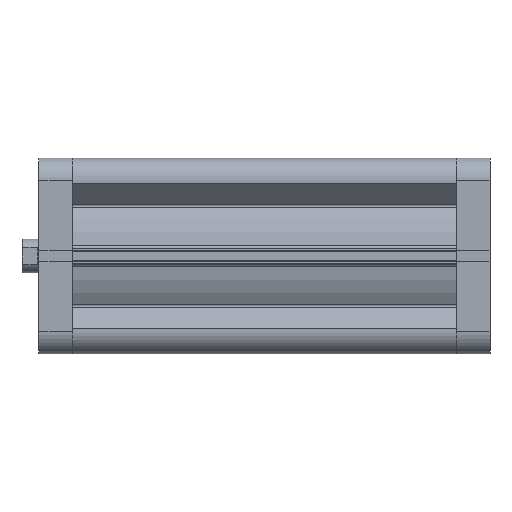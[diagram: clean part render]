
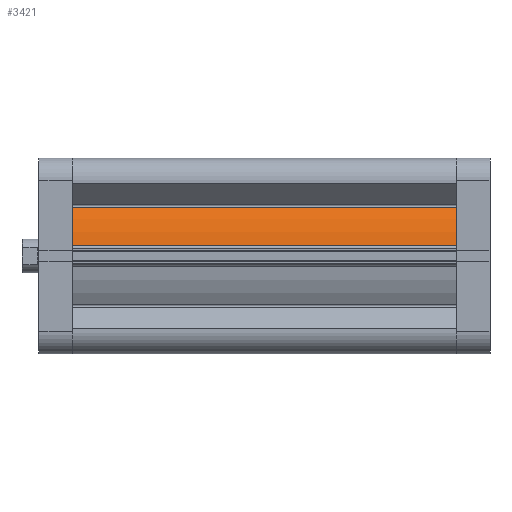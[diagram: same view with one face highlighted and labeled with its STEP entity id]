
A CAD part, front view. The second image highlights one B-rep face of the part: STEP entity #3421.
In plain terms, the highlighted cylindrical face has radius 53.5 mm (diameter 107 mm), a partial arc.
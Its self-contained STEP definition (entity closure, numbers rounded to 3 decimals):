
#770 = ORIENTED_EDGE ( 'NONE', *, *, #4552, .T. ) ;
#771 = ORIENTED_EDGE ( 'NONE', *, *, #4532, .T. ) ;
#772 = ORIENTED_EDGE ( 'NONE', *, *, #4492, .F. ) ;
#773 = ORIENTED_EDGE ( 'NONE', *, *, #4451, .T. ) ;
#1172 = EDGE_LOOP ( 'NONE', ( #770, #771, #772, #773 ) ) ;
#2444 = DIRECTION ( 'NONE',  ( -1., 0., 0. ) ) ;
#2445 = DIRECTION ( 'NONE',  ( 0., 0., -1. ) ) ;
#2446 = CARTESIAN_POINT ( 'NONE',  ( 0., 0., 227.5 ) ) ;
#3421 = ADVANCED_FACE ( 'NONE', ( #7498 ), #7501, .T. ) ;
#4451 = EDGE_CURVE ( 'NONE', #6928, #6924, #10983, .T. ) ;
#4492 = EDGE_CURVE ( 'NONE', #6928, #6923, #11061, .T. ) ;
#4532 = EDGE_CURVE ( 'NONE', #6925, #6923, #11130, .T. ) ;
#4552 = EDGE_CURVE ( 'NONE', #6924, #6925, #11167, .T. ) ;
#4674 = AXIS2_PLACEMENT_3D ( 'NONE', #2446, #2445, #2444 ) ;
#5763 = CARTESIAN_POINT ( 'NONE',  ( 6.135, -53.147, 227.5 ) ) ;
#5764 = DIRECTION ( 'NONE',  ( 0., 0., -1. ) ) ;
#5847 = CARTESIAN_POINT ( 'NONE',  ( 0., 0., 227.5 ) ) ;
#5854 = DIRECTION ( 'NONE',  ( 0., 0., 1. ) ) ;
#5855 = DIRECTION ( 'NONE',  ( 1., 0., 0. ) ) ;
#5949 = CARTESIAN_POINT ( 'NONE',  ( 28.996, -44.961, 227.5 ) ) ;
#5950 = DIRECTION ( 'NONE',  ( 0., 0., 1. ) ) ;
#5984 = CARTESIAN_POINT ( 'NONE',  ( 0., 0., 0. ) ) ;
#5995 = DIRECTION ( 'NONE',  ( 0., 0., 1. ) ) ;
#5996 = DIRECTION ( 'NONE',  ( 1., 0., 0. ) ) ;
#6194 = CARTESIAN_POINT ( 'NONE',  ( 28.996, -44.961, 227.5 ) ) ;
#6200 = CARTESIAN_POINT ( 'NONE',  ( 6.135, -53.147, 0. ) ) ;
#6201 = CARTESIAN_POINT ( 'NONE',  ( 28.996, -44.961, 0. ) ) ;
#6203 = CARTESIAN_POINT ( 'NONE',  ( 6.135, -53.147, 227.5 ) ) ;
#6923 = VERTEX_POINT ( 'NONE', #6194 ) ;
#6924 = VERTEX_POINT ( 'NONE', #6200 ) ;
#6925 = VERTEX_POINT ( 'NONE', #6201 ) ;
#6928 = VERTEX_POINT ( 'NONE', #6203 ) ;
#7498 = FACE_OUTER_BOUND ( 'NONE', #1172, .T. ) ;
#7501 = CYLINDRICAL_SURFACE ( 'NONE', #4674, 53.5 ) ;
#8892 = AXIS2_PLACEMENT_3D ( 'NONE', #5847, #5854, #5855 ) ;
#8904 = AXIS2_PLACEMENT_3D ( 'NONE', #5984, #5995, #5996 ) ;
#10983 = LINE ( 'NONE', #5763, #10984 ) ;
#10984 = VECTOR ( 'NONE', #5764, 1000. ) ;
#11061 = CIRCLE ( 'NONE', #8892, 53.5 ) ;
#11130 = LINE ( 'NONE', #5949, #11131 ) ;
#11131 = VECTOR ( 'NONE', #5950, 1000. ) ;
#11167 = CIRCLE ( 'NONE', #8904, 53.5 ) ;
